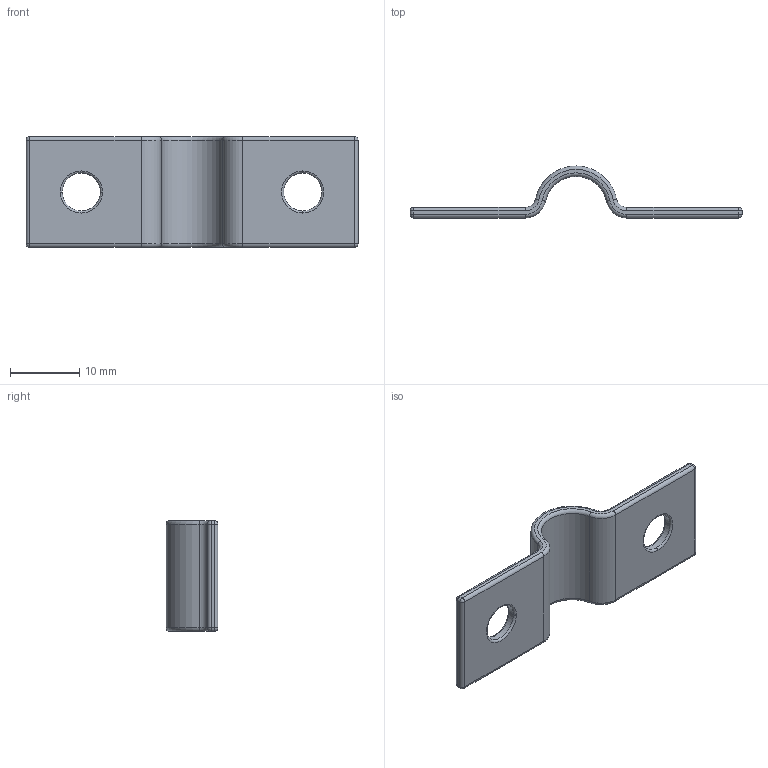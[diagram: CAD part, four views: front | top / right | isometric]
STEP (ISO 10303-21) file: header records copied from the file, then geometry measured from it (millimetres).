
FILE_DESCRIPTION (( 'STEP AP214' ), '1' );
FILE_NAME ('1044-031.STEP', '2024-05-15T11:11:45', ( '' ), ( '' ), 'SwSTEP 2.0', 'SolidWorks 2022', '' );
FILE_SCHEMA (( 'AUTOMOTIVE_DESIGN' ));
Length unit declared in the file: millimetre
Products named in the file (1): 1044-031
Bounding box: 48 x 7.5 x 16 mm (x, y, z)
Volume: 1204.5 mm3; surface area: 1819.1 mm2
Topology: 1 solids, 1 shells, 62 faces, 144 edges, 76 vertices
Faces by surface type: cylinder 26, torus 20, plane 8, sphere 8
Entity records: 1742 total; most frequent: DIRECTION 354, CARTESIAN_POINT 275, ORIENTED_EDGE 272, AXIS2_PLACEMENT_3D 155, EDGE_CURVE 136, CIRCLE 92, VERTEX_POINT 76, EDGE_LOOP 66
